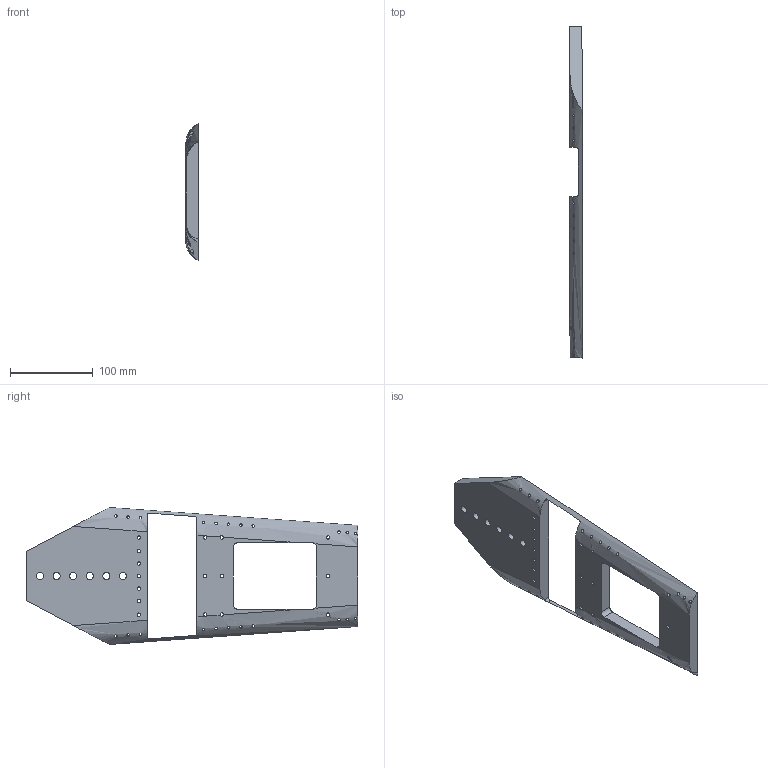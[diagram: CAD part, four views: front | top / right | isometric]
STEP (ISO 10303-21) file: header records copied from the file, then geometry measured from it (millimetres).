
FILE_DESCRIPTION( ( 'Unknown' ), '1' );
FILE_NAME( '顶板（S3.8.11397）.stp', 'Unknown', ( 'Unknown' ), ( 'Unknown' ), 'XStep 1.0', 'Unknown', ' ' );
FILE_SCHEMA( ( 'automotive_design' ) );
Length unit declared in the file: millimetre
Products named in the file (1): 1
Bounding box: 14.97 x 400 x 165.03 mm (x, y, z)
Volume: 479725.1 mm3; surface area: 98986 mm2
Topology: 1 solids, 1 shells, 72 faces, 258 edges, 182 vertices
Faces by surface type: cylinder 54, plane 16, bspline 2
Full cylindrical faces by diameter (mm): 3.242 x22, 4.134 x16, 8.5 x6
Entity records: 8008 total; most frequent: CARTESIAN_POINT 5467, ORIENTED_EDGE 360, DIRECTION 340, EDGE_LOOP 202, EDGE_CURVE 180, AXIS2_PLACEMENT_3D 149, VERTEX_POINT 148, FACE_OUTER_BOUND 116
